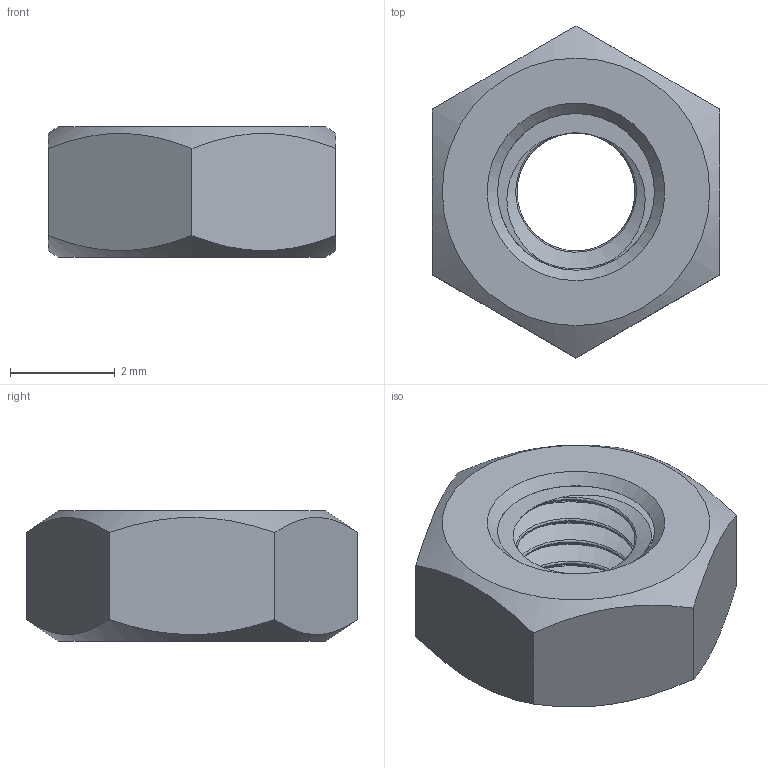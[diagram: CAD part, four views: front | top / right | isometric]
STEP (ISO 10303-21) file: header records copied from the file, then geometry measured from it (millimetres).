
FILE_DESCRIPTION(/* description */ (''),/* implementation_level */ '2;1');
FILE_NAME(/* name */ 'm3 nut.stp',/* time_stamp */ '2020-11-19T20:25:21+03:00',/* author */ ('Max'),/* organization */ (''),/* preprocessor_version */ 'ST-DEVELOPER v16.5',/* originating_system */ 'Autodesk Inventor 2017',/* authorisation */ '');
FILE_SCHEMA (('AUTOMOTIVE_DESIGN { 1 0 10303 214 3 1 1 }'));
Length unit declared in the file: millimetre
Products named in the file (1): м3 гайка
Bounding box: 5.5 x 6.35 x 2.5 mm (x, y, z)
Volume: 49.3 mm3; surface area: 156.2 mm2
Topology: 2 solids, 2 shells, 23 faces, 53 edges, 34 vertices
Faces by surface type: plane 10, bspline 6, cone 4, cylinder 3
Full cylindrical faces by diameter (mm): 3 x2
Entity records: 1725 total; most frequent: CARTESIAN_POINT 1276, ORIENTED_EDGE 94, DIRECTION 62, EDGE_CURVE 47, VERTEX_POINT 34, EDGE_LOOP 33, AXIS2_PLACEMENT_3D 28, FACE_OUTER_BOUND 23
